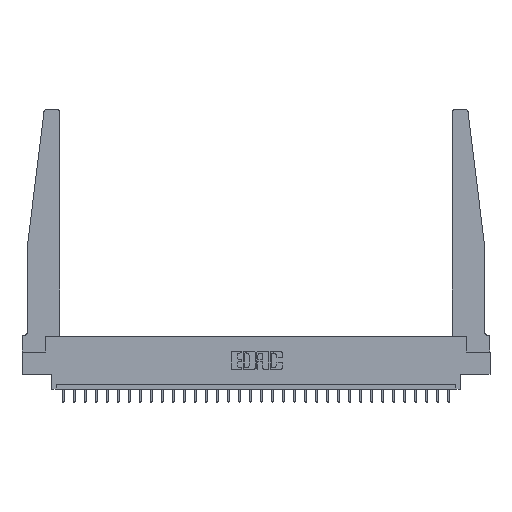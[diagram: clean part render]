
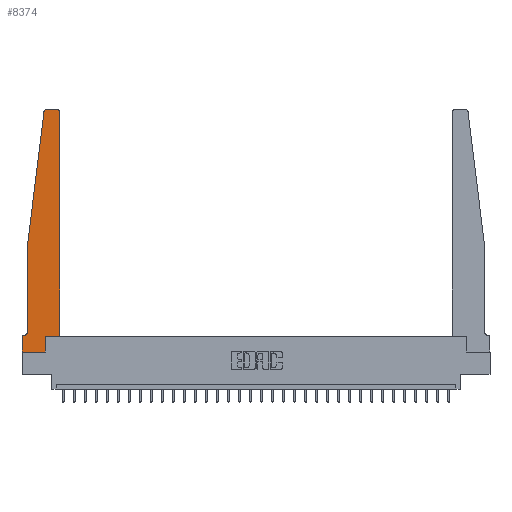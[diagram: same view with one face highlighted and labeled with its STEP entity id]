
A CAD part, top view. The second image highlights one B-rep face of the part: STEP entity #8374.
In plain terms, the highlighted planar face has unit normal (0, 0, 1).
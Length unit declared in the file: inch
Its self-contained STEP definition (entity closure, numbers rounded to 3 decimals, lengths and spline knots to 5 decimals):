
#240 = CIRCLE ( 'NONE', #23303, 0.03 ) ;
#722 = DIRECTION ( 'NONE',  ( -1., 0., 0. ) ) ;
#742 = DIRECTION ( 'NONE',  ( 0., -1., 0. ) ) ;
#835 = CARTESIAN_POINT ( 'NONE',  ( 0., 0., 0.37 ) ) ;
#1014 = DIRECTION ( 'NONE',  ( -0.122, -0.992, 0. ) ) ;
#1182 = LINE ( 'NONE', #16479, #4102 ) ;
#1248 = EDGE_CURVE ( 'NONE', #9794, #3703, #12812, .T. ) ;
#1345 = FACE_OUTER_BOUND ( 'NONE', #12481, .T. ) ;
#1800 = DIRECTION ( 'NONE',  ( -1., 0., 0. ) ) ;
#1850 = VERTEX_POINT ( 'NONE', #9239 ) ;
#1896 = VERTEX_POINT ( 'NONE', #13966 ) ;
#2069 = ORIENTED_EDGE ( 'NONE', *, *, #26635, .T. ) ;
#2156 = DIRECTION ( 'NONE',  ( 0., 1., 0. ) ) ;
#2228 = ORIENTED_EDGE ( 'NONE', *, *, #22706, .T. ) ;
#2308 = CARTESIAN_POINT ( 'NONE',  ( 0.425, 2.72, 0.37 ) ) ;
#2822 = ORIENTED_EDGE ( 'NONE', *, *, #23417, .T. ) ;
#2961 = ORIENTED_EDGE ( 'NONE', *, *, #24572, .T. ) ;
#3013 = EDGE_CURVE ( 'NONE', #8024, #26747, #3411, .T. ) ;
#3170 = DIRECTION ( 'NONE',  ( 0., 0., 1. ) ) ;
#3411 = LINE ( 'NONE', #835, #13575 ) ;
#3703 = VERTEX_POINT ( 'NONE', #2308 ) ;
#4102 = VECTOR ( 'NONE', #25315, 39.37008 ) ;
#4832 = EDGE_CURVE ( 'NONE', #3703, #12736, #17860, .T. ) ;
#4840 = VERTEX_POINT ( 'NONE', #27698 ) ;
#4930 = VECTOR ( 'NONE', #742, 39.37008 ) ;
#5591 = LINE ( 'NONE', #14461, #8589 ) ;
#5748 = CARTESIAN_POINT ( 'NONE',  ( 0.065, 1.25, 0.37 ) ) ;
#5784 = DIRECTION ( 'NONE',  ( 1., 0., 0. ) ) ;
#6272 = DIRECTION ( 'NONE',  ( 0., 1., 0. ) ) ;
#6492 = VECTOR ( 'NONE', #6272, 39.37008 ) ;
#7358 = ORIENTED_EDGE ( 'NONE', *, *, #3013, .T. ) ;
#7509 = VECTOR ( 'NONE', #9786, 39.37008 ) ;
#7657 = EDGE_CURVE ( 'NONE', #12736, #1896, #13993, .T. ) ;
#7744 = ORIENTED_EDGE ( 'NONE', *, *, #14047, .T. ) ;
#8024 = VERTEX_POINT ( 'NONE', #9439 ) ;
#8374 = ADVANCED_FACE ( 'NONE', ( #1345 ), #10129, .T. ) ;
#8390 = VERTEX_POINT ( 'NONE', #19930 ) ;
#8589 = VECTOR ( 'NONE', #1014, 39.37008 ) ;
#9076 = AXIS2_PLACEMENT_3D ( 'NONE', #20931, #16794, #5784 ) ;
#9194 = EDGE_CURVE ( 'NONE', #4840, #8024, #22397, .T. ) ;
#9239 = CARTESIAN_POINT ( 'NONE',  ( 0.015, 0.1875, 0.37 ) ) ;
#9439 = CARTESIAN_POINT ( 'NONE',  ( 0., 0., 0.37 ) ) ;
#9441 = ORIENTED_EDGE ( 'NONE', *, *, #1248, .T. ) ;
#9786 = DIRECTION ( 'NONE',  ( 0., -1., 0. ) ) ;
#9794 = VERTEX_POINT ( 'NONE', #25678 ) ;
#10129 = PLANE ( 'NONE',  #9076 ) ;
#10333 = VERTEX_POINT ( 'NONE', #26843 ) ;
#11466 = VECTOR ( 'NONE', #13502, 39.37008 ) ;
#11783 = CARTESIAN_POINT ( 'NONE',  ( 0.25, 2.75, 0.37 ) ) ;
#12051 = CARTESIAN_POINT ( 'NONE',  ( 0.24675, 2.72367, 0.37 ) ) ;
#12409 = VECTOR ( 'NONE', #2156, 39.37008 ) ;
#12481 = EDGE_LOOP ( 'NONE', ( #22958, #2961, #2069, #2822, #2228, #7744, #21005, #7358, #26808, #15250, #9441, #24446 ) ) ;
#12736 = VERTEX_POINT ( 'NONE', #26549 ) ;
#12755 = CARTESIAN_POINT ( 'NONE',  ( 0.015, 0.2375, 0.37 ) ) ;
#12812 = LINE ( 'NONE', #15279, #6492 ) ;
#13294 = CARTESIAN_POINT ( 'NONE',  ( 0., 0., 0.37 ) ) ;
#13502 = DIRECTION ( 'NONE',  ( -1., 0., 0. ) ) ;
#13575 = VECTOR ( 'NONE', #21134, 39.37008 ) ;
#13966 = CARTESIAN_POINT ( 'NONE',  ( 0.27653, 2.75, 0.37 ) ) ;
#13993 = LINE ( 'NONE', #11783, #25744 ) ;
#14047 = EDGE_CURVE ( 'NONE', #1850, #4840, #16109, .T. ) ;
#14461 = CARTESIAN_POINT ( 'NONE',  ( 0.065, 1.25, 0.37 ) ) ;
#14630 = EDGE_CURVE ( 'NONE', #26747, #8390, #24539, .T. ) ;
#15250 = ORIENTED_EDGE ( 'NONE', *, *, #27416, .T. ) ;
#15279 = CARTESIAN_POINT ( 'NONE',  ( 0.425, 0.18, 0.37 ) ) ;
#16109 = LINE ( 'NONE', #17982, #11466 ) ;
#16479 = CARTESIAN_POINT ( 'NONE',  ( 0.425, 0.18, 0.37 ) ) ;
#16558 = DIRECTION ( 'NONE',  ( 1., 0., 0. ) ) ;
#16575 = DIRECTION ( 'NONE',  ( 1., 0., 0. ) ) ;
#16794 = DIRECTION ( 'NONE',  ( 0., 0., 1. ) ) ;
#17593 = CARTESIAN_POINT ( 'NONE',  ( 0.2605, 0.18, 0.37 ) ) ;
#17860 = CIRCLE ( 'NONE', #23872, 0.03 ) ;
#17982 = CARTESIAN_POINT ( 'NONE',  ( 0.065, 0.1875, 0.37 ) ) ;
#18300 = CARTESIAN_POINT ( 'NONE',  ( 0.27653, 2.72, 0.37 ) ) ;
#19059 = CIRCLE ( 'NONE', #25063, 0.05 ) ;
#19930 = CARTESIAN_POINT ( 'NONE',  ( 0.2605, 0.18, 0.37 ) ) ;
#20931 = CARTESIAN_POINT ( 'NONE',  ( 0., 0.1875, 0.37 ) ) ;
#21005 = ORIENTED_EDGE ( 'NONE', *, *, #9194, .T. ) ;
#21077 = CARTESIAN_POINT ( 'NONE',  ( 0.065, 1.25, 0.37 ) ) ;
#21134 = DIRECTION ( 'NONE',  ( 1., 0., 0. ) ) ;
#21291 = VERTEX_POINT ( 'NONE', #21077 ) ;
#21554 = DIRECTION ( 'NONE',  ( 0., 0., -1. ) ) ;
#22397 = LINE ( 'NONE', #13294, #4930 ) ;
#22647 = DIRECTION ( 'NONE',  ( 0., 0., 1. ) ) ;
#22706 = EDGE_CURVE ( 'NONE', #10333, #1850, #19059, .T. ) ;
#22955 = CARTESIAN_POINT ( 'NONE',  ( 0.395, 2.72, 0.37 ) ) ;
#22958 = ORIENTED_EDGE ( 'NONE', *, *, #7657, .T. ) ;
#23117 = LINE ( 'NONE', #5748, #7509 ) ;
#23303 = AXIS2_PLACEMENT_3D ( 'NONE', #18300, #22647, #16558 ) ;
#23417 = EDGE_CURVE ( 'NONE', #21291, #10333, #23117, .T. ) ;
#23872 = AXIS2_PLACEMENT_3D ( 'NONE', #22955, #3170, #16575 ) ;
#24446 = ORIENTED_EDGE ( 'NONE', *, *, #4832, .T. ) ;
#24472 = VERTEX_POINT ( 'NONE', #12051 ) ;
#24539 = LINE ( 'NONE', #17593, #12409 ) ;
#24572 = EDGE_CURVE ( 'NONE', #1896, #24472, #240, .T. ) ;
#25063 = AXIS2_PLACEMENT_3D ( 'NONE', #12755, #21554, #1800 ) ;
#25132 = CARTESIAN_POINT ( 'NONE',  ( 0.2605, 0., 0.37 ) ) ;
#25315 = DIRECTION ( 'NONE',  ( 1., 0., 0. ) ) ;
#25678 = CARTESIAN_POINT ( 'NONE',  ( 0.425, 0.18, 0.37 ) ) ;
#25744 = VECTOR ( 'NONE', #722, 39.37008 ) ;
#26549 = CARTESIAN_POINT ( 'NONE',  ( 0.395, 2.75, 0.37 ) ) ;
#26635 = EDGE_CURVE ( 'NONE', #24472, #21291, #5591, .T. ) ;
#26747 = VERTEX_POINT ( 'NONE', #25132 ) ;
#26808 = ORIENTED_EDGE ( 'NONE', *, *, #14630, .T. ) ;
#26843 = CARTESIAN_POINT ( 'NONE',  ( 0.065, 0.2375, 0.37 ) ) ;
#27416 = EDGE_CURVE ( 'NONE', #8390, #9794, #1182, .T. ) ;
#27698 = CARTESIAN_POINT ( 'NONE',  ( 0., 0.1875, 0.37 ) ) ;
